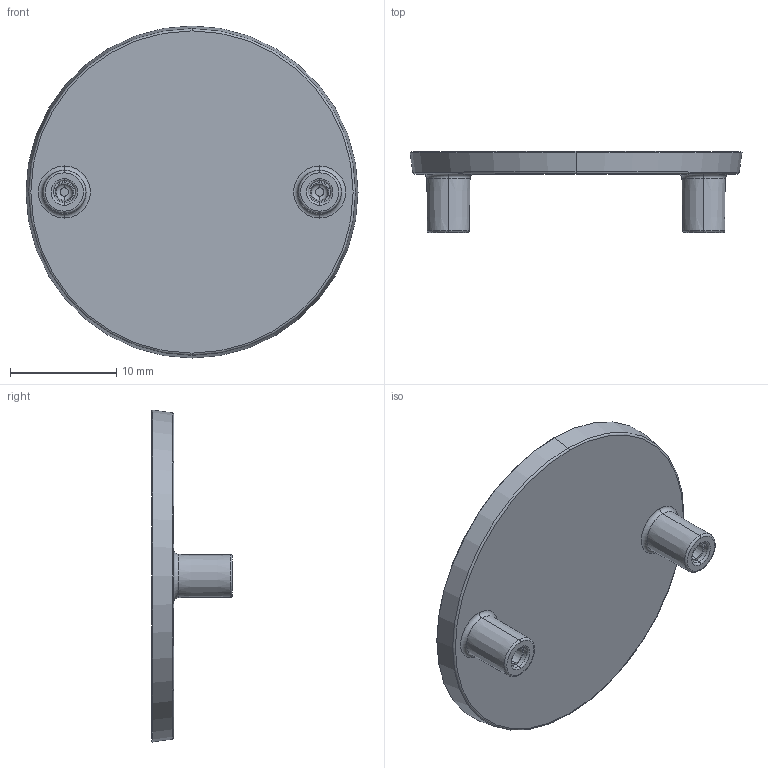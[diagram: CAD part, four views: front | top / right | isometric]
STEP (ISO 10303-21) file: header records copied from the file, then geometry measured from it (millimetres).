
FILE_DESCRIPTION (( 'STEP AP203' ), '1' );
FILE_NAME ('251002_Caddisfly_External_Camera_lens_REV_00.STEP', '2016-06-14T12:16:24', ( 'Windows User' ), ( '' ), 'SwSTEP 2.0', 'SolidWorks 2015', '' );
FILE_SCHEMA (( 'CONFIG_CONTROL_DESIGN' ));
Length unit declared in the file: millimetre
Products named in the file (1): 251002_Caddisfly_External_Camera_lens_REV_00
Bounding box: 31.2 x 7.6 x 31.2 mm (x, y, z)
Volume: 1692.8 mm3; surface area: 1886.6 mm2
Topology: 1 solids, 1 shells, 42 faces, 82 edges, 48 vertices
Faces by surface type: torus 20, cone 14, plane 8
Entity records: 1171 total; most frequent: DIRECTION 236, CARTESIAN_POINT 173, ORIENTED_EDGE 164, AXIS2_PLACEMENT_3D 111, EDGE_CURVE 82, CIRCLE 68, EDGE_LOOP 48, VERTEX_POINT 48
